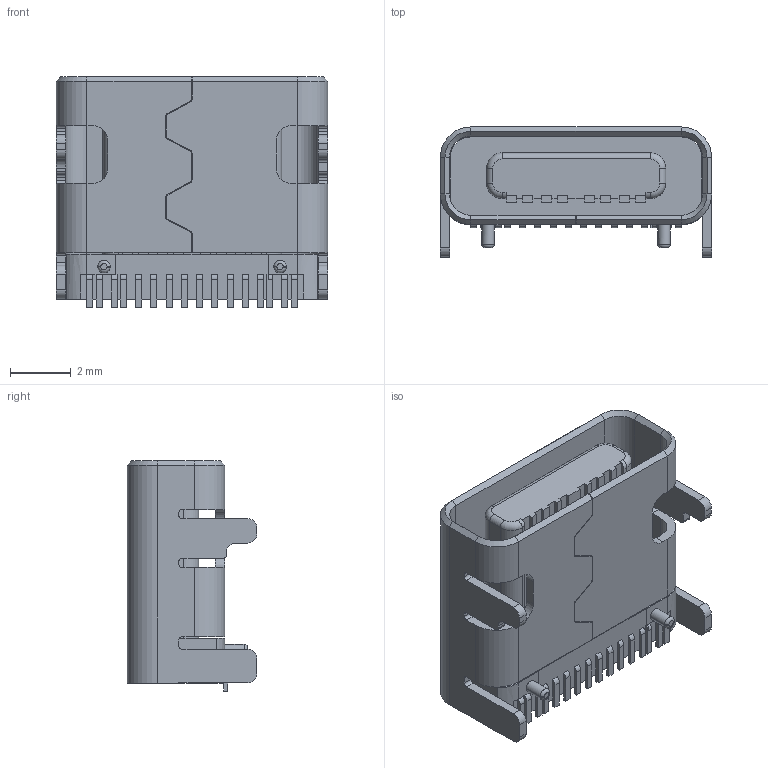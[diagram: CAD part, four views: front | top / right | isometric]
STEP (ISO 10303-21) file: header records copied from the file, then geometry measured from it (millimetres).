
FILE_DESCRIPTION(('STEP AP242'),'1');
FILE_NAME('u262-16xn-4bvc11.stp','2019-12-25T12:46:31',('TraceParts'),('TraceParts S.A.'),'Spatial InterOp 3D',' ',' ');
FILE_SCHEMA(('AP242_MANAGED_MODEL_BASED_3D_ENGINEERING_MIM_LF {1 0 10303 442 1 1 4}'));
Length unit declared in the file: millimetre
Products named in the file (1): u262-16xn-4bvc11_1
Bounding box: 8.9 x 4.26 x 7.56 mm (x, y, z)
Volume: 121.9 mm3; surface area: 491.9 mm2
Topology: 11 solids, 11 shells, 401 faces, 1045 edges, 665 vertices
Faces by surface type: plane 260, cylinder 105, torus 20, cone 8, sphere 8
Entity records: 12225 total; most frequent: DIRECTION 2128, CARTESIAN_POINT 2122, ORIENTED_EDGE 2090, EDGE_CURVE 1045, LINE 786, VECTOR 786, AXIS2_PLACEMENT_3D 671, VERTEX_POINT 665
